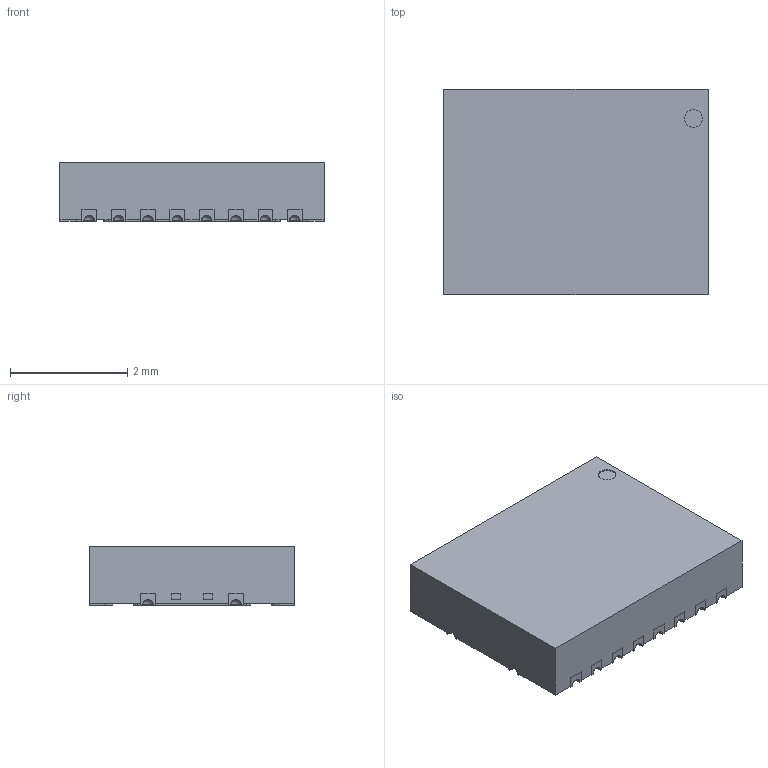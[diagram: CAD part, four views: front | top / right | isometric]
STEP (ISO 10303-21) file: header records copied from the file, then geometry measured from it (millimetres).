
FILE_DESCRIPTION(('STEP AP214'),'1');
FILE_NAME('QFN50P450X350X100-21N.stp','2022-05-25T18:15:55',(' '),(' '),'Spatial InterOp 3D',' ',' ');
FILE_SCHEMA(('AUTOMOTIVE_DESIGN { 1 0 10303 214 1 1 1 1 }'));
Length unit declared in the file: millimetre
Products named in the file (5): SOT764-1; SOT764-1 LF; SOT764-1 Mold Body; DHVQFN20; QFN50P450X350X100-21N
Assembly tree (4 placements, depth 4):
  QFN50P450X350X100-21N
    DHVQFN20
      SOT764-1
        SOT764-1 LF
        SOT764-1 Mold Body
Bounding box: 4.5 x 3.5 x 1 mm (x, y, z)
Volume: 15.5 mm3; surface area: 74 mm2
Topology: 26 solids, 26 shells, 420 faces, 1086 edges, 688 vertices
Faces by surface type: plane 264, cylinder 136, sphere 20
Entity records: 13974 total; most frequent: DIRECTION 2180, CARTESIAN_POINT 2165, ORIENTED_EDGE 2100, EDGE_CURVE 1050, LINE 774, VECTOR 774, AXIS2_PLACEMENT_3D 703, VERTEX_POINT 688
